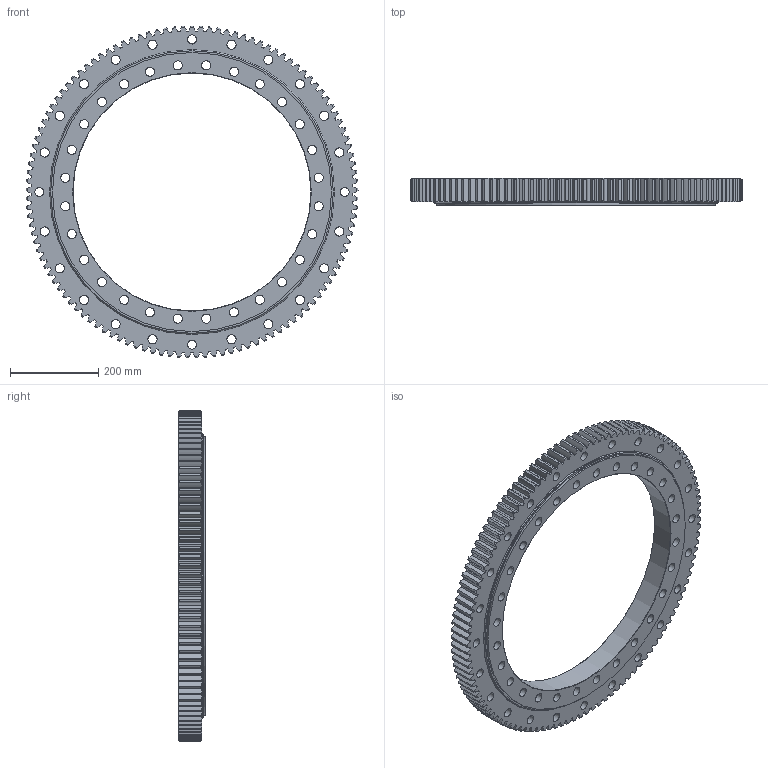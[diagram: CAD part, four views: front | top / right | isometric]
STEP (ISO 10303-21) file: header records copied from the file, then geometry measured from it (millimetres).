
FILE_DESCRIPTION(/* description */ (''),/* implementation_level */ '2;1');
FILE_NAME(/* name */ '30E.0635.25.000.stp',/* time_stamp */ '2025-06-05T08:44:51-04:00',/* author */ ('richard.potesta'),/* organization */ (''),/* preprocessor_version */ 'ST-DEVELOPER v20.1',/* originating_system */ 'Autodesk Inventor 2026',/* authorisation */ '');
FILE_SCHEMA (('AUTOMOTIVE_DESIGN { 1 0 10303 214 3 1 1 }'));
Length unit declared in the file: inch
Products named in the file (1): 30E.0635.25.000
Bounding box: 753.09 x 60.33 x 753.03 mm (x, y, z)
Volume: 9467798.1 mm3; surface area: 1397081.7 mm2
Topology: 6 solids, 6 shells, 979 faces, 2868 edges, 1902 vertices
Faces by surface type: cylinder 536, cone 266, torus 89, sphere 72, plane 16
Full cylindrical faces by diameter (mm): 20.65 x52, 28.575 x1, 28.588 x1, 539.75 x1, 625.005 x1, 625.03 x1, 632.968 x2, 634.873 x2, 636.778 x2, 644.716 x1, 644.741 x1
Entity records: 44272 total; most frequent: CARTESIAN_POINT 17888, ORIENTED_EDGE 5736, DIRECTION 5555, EDGE_CURVE 2868, AXIS2_PLACEMENT_3D 2495, VERTEX_POINT 1902, CIRCLE 1515, EDGE_LOOP 1096
